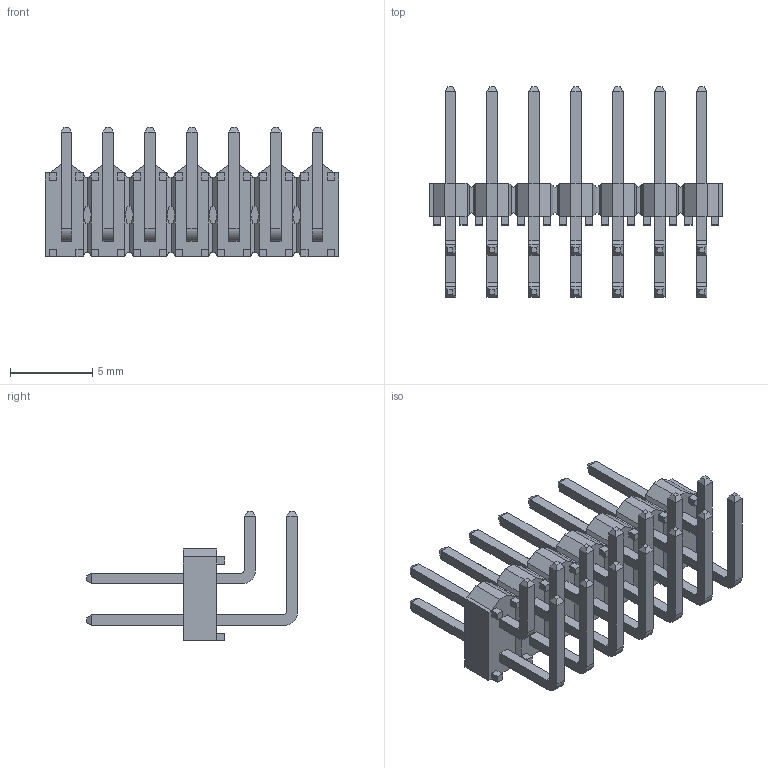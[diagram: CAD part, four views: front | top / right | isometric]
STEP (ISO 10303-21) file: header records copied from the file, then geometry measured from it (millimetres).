
FILE_DESCRIPTION( ( 'STEP AP214' ), ' ' );
FILE_NAME( 'TSW-107-08-L-D-RA.stp', '2017-04-13T17:26:56', ( '' ), ( '' ), ' ', 'PARTsolutions', ' ' );
FILE_SCHEMA( ( 'AUTOMOTIVE_DESIGN { 1 0 10303 214 1 1 1 1 }' ) );
Length unit declared in the file: inch
Products named in the file (3): TSW-107-08-L-D-RA; _TSW-107-08-L-D-RA_body; _T-1S6-08-TSW-1-08-7-RA-D
Assembly tree (2 placements, depth 2):
  TSW-107-08-L-D-RA
    _TSW-107-08-L-D-RA_body
    _T-1S6-08-TSW-1-08-7-RA-D
Bounding box: 17.78 x 12.76 x 7.85 mm (x, y, z)
Volume: 271.1 mm3; surface area: 1088.5 mm2
Topology: 2 solids, 2 shells, 660 faces, 1720 edges, 1080 vertices
Faces by surface type: plane 632, cylinder 28
Entity records: 24994 total; most frequent: CARTESIAN_POINT 3463, ORIENTED_EDGE 3440, DIRECTION 3102, EDGE_CURVE 1720, LINE 1664, VECTOR 1664, VERTEX_POINT 1080, AXIS2_PLACEMENT_3D 719
